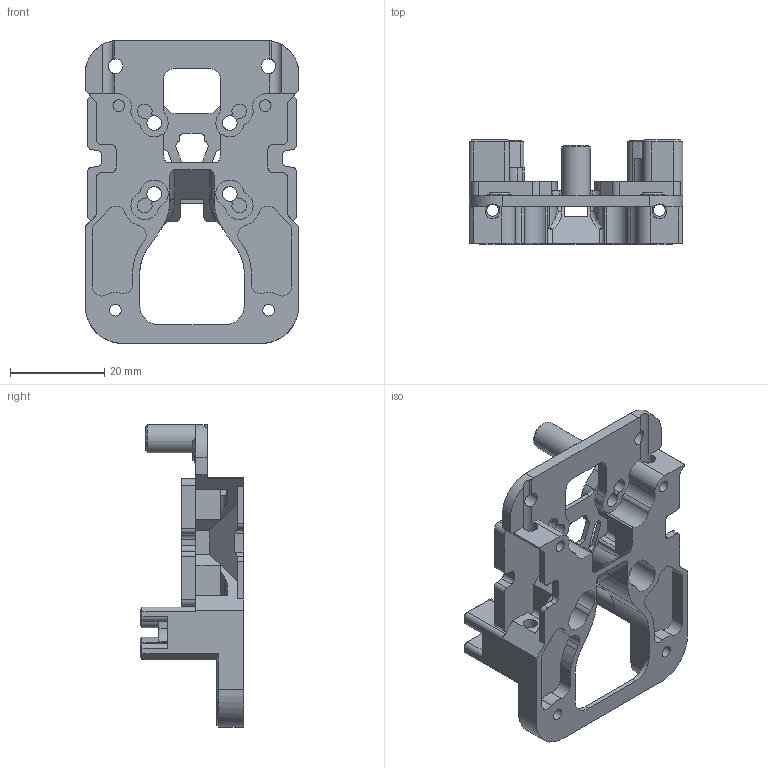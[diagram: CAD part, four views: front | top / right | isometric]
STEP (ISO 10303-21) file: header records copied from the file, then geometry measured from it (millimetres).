
FILE_DESCRIPTION(/* description */ ('STEP AP242','CAx-IF Rec.Pracs.---Representation and Presentation of Product Manufacturing Information (PMI)---4.0---2014-10-13','CAx-IF Rec.Pracs.---3D Tessellated Geometry---0.4---2014-09-14','2;1'),/* implementation_level */ '2;1');
FILE_NAME(/* name */ '68cd4b11112a5065a392a975',/* time_stamp */ '2025-09-19T12:22:42Z',/* author */ (''),/* organization */ (''),/* preprocessor_version */ 'ST-DEVELOPER v20',/* originating_system */ 'ONSHAPE BY PTC INC, 1.203',/* authorisation */ ' ');
FILE_SCHEMA (('AP242_MANAGED_MODEL_BASED_3D_ENGINEERING_MIM_LF { 1 0 10303 442 1 1 4 }'));
Length unit declared in the file: metre
Products named in the file (2): Xol-Carriage_MGN9H_shim; Xol-Carriage_MGN12H_MGN9H_archetype_clips
Bounding box: 45.26 x 22 x 64.18 mm (x, y, z)
Volume: 12423.5 mm3; surface area: 12400.4 mm2
Topology: 2 solids, 2 shells, 451 faces, 1295 edges, 843 vertices
Faces by surface type: cylinder 216, plane 195, cone 32, bspline 6, sphere 2
Full cylindrical faces by diameter (mm): 1.6 x4, 2.5 x9, 3.1 x10, 5 x2, 6 x1
Entity records: 14678 total; most frequent: CARTESIAN_POINT 2646, DIRECTION 2581, ORIENTED_EDGE 2446, EDGE_CURVE 1223, AXIS2_PLACEMENT_3D 931, VERTEX_POINT 818, LINE 719, VECTOR 719
